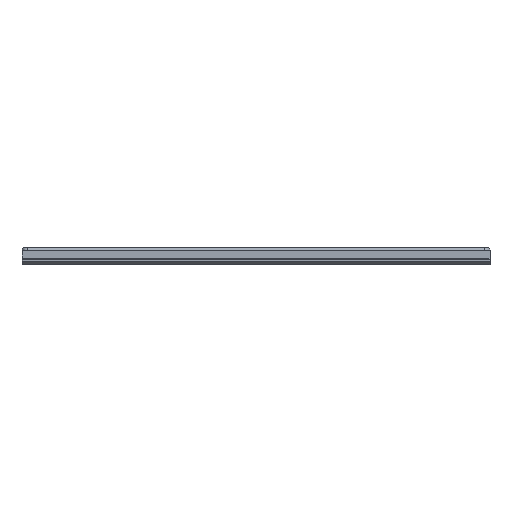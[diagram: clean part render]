
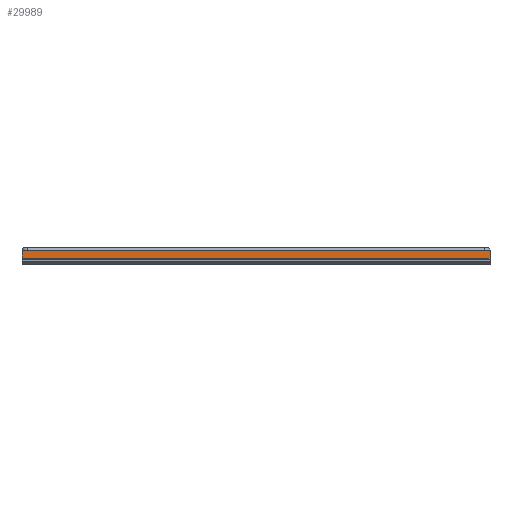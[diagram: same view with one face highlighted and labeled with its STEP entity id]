
A CAD part, front view. The second image highlights one B-rep face of the part: STEP entity #29989.
In plain terms, the highlighted planar face has unit normal (0, -1, 0).
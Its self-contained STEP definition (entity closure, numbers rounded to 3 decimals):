
#1682=PLANE('',#31714);
#2362=LINE('',#38987,#5808);
#2371=LINE('',#39008,#5817);
#2983=LINE('',#41584,#6429);
#2987=LINE('',#41592,#6433);
#5808=VECTOR('',#32543,10.);
#5817=VECTOR('',#32560,10.);
#6429=VECTOR('',#33364,10.);
#6433=VECTOR('',#33376,10.);
#10123=FACE_OUTER_BOUND('',#11933,.T.);
#11933=EDGE_LOOP('',(#24742,#24743,#24744,#24745));
#12991=VERTEX_POINT('',#38984);
#12992=VERTEX_POINT('',#38986);
#12999=VERTEX_POINT('',#39005);
#13000=VERTEX_POINT('',#39007);
#15883=EDGE_CURVE('',#12991,#12992,#2362,.T.);
#15894=EDGE_CURVE('',#13000,#12999,#2371,.T.);
#16737=EDGE_CURVE('',#12999,#12992,#2983,.T.);
#16741=EDGE_CURVE('',#13000,#12991,#2987,.T.);
#24742=ORIENTED_EDGE('',*,*,#16737,.T.);
#24743=ORIENTED_EDGE('',*,*,#15883,.F.);
#24744=ORIENTED_EDGE('',*,*,#16741,.F.);
#24745=ORIENTED_EDGE('',*,*,#15894,.T.);
#29989=ADVANCED_FACE('',(#10123),#1682,.T.);
#31714=AXIS2_PLACEMENT_3D('',#46101,#35776,#35777);
#32543=DIRECTION('',(0.,0.,1.));
#32560=DIRECTION('',(0.,0.,1.));
#33364=DIRECTION('',(-1.,0.,0.));
#33376=DIRECTION('',(-1.,0.,0.));
#35776=DIRECTION('center_axis',(0.,-1.,0.));
#35777=DIRECTION('ref_axis',(1.,0.,0.));
#38984=CARTESIAN_POINT('',(5.,5.,-1.5));
#38986=CARTESIAN_POINT('',(5.,5.,1.5));
#38987=CARTESIAN_POINT('',(5.,5.,0.));
#39005=CARTESIAN_POINT('',(182.5,5.,1.5));
#39007=CARTESIAN_POINT('',(182.5,5.,-1.5));
#39008=CARTESIAN_POINT('',(182.5,5.,0.));
#41584=CARTESIAN_POINT('',(5.,5.,1.5));
#41592=CARTESIAN_POINT('',(5.,5.,-1.5));
#46101=CARTESIAN_POINT('Origin',(5.,5.,0.));
